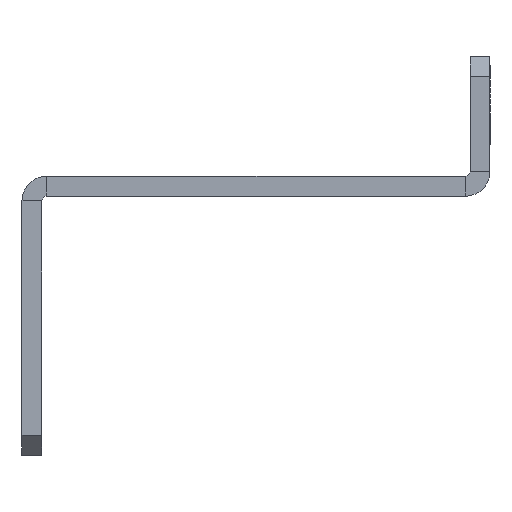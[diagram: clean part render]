
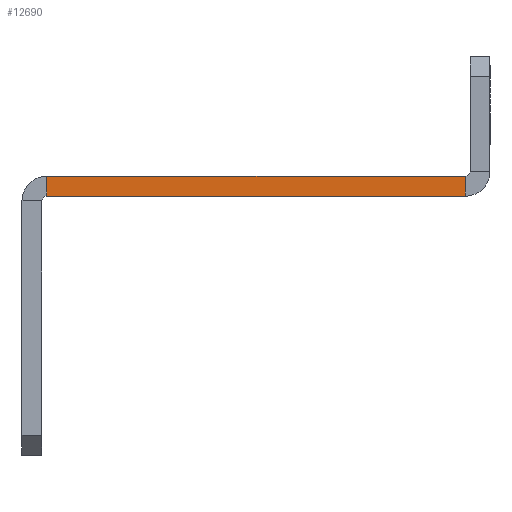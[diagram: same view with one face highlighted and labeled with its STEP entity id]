
A CAD part, left-side view. The second image highlights one B-rep face of the part: STEP entity #12690.
In plain terms, the highlighted planar face has unit normal (-1, 0, 0).
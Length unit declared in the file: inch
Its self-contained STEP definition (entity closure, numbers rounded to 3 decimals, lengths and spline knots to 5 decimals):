
#500 = DIRECTION ( 'NONE',  ( 0., 1., 0. ) ) ;
#523 = CARTESIAN_POINT ( 'NONE',  ( -31., 0., 0. ) ) ;
#666 = EDGE_CURVE ( 'NONE', #3524, #8656, #5016, .T. ) ;
#3524 = VERTEX_POINT ( 'NONE', #20992 ) ;
#4506 = CARTESIAN_POINT ( 'NONE',  ( -31., 0., 0.125 ) ) ;
#5016 = LINE ( 'NONE', #4506, #14382 ) ;
#5544 = DIRECTION ( 'NONE',  ( 0., 0., 1. ) ) ;
#5563 = DIRECTION ( 'NONE',  ( -1., 0., 0. ) ) ;
#5588 = PLANE ( 'NONE',  #14014 ) ;
#5679 = CARTESIAN_POINT ( 'NONE',  ( -31., 0.125, 0.154 ) ) ;
#5710 = CARTESIAN_POINT ( 'NONE',  ( -31., 0.154, 0. ) ) ;
#5919 = EDGE_CURVE ( 'NONE', #10279, #12103, #18729, .T. ) ;
#6340 = EDGE_LOOP ( 'NONE', ( #9332, #20650, #17490, #8429 ) ) ;
#7749 = DIRECTION ( 'NONE',  ( 0., 1., 0. ) ) ;
#8026 = LINE ( 'NONE', #18613, #14335 ) ;
#8112 = LINE ( 'NONE', #8530, #16879 ) ;
#8429 = ORIENTED_EDGE ( 'NONE', *, *, #11282, .T. ) ;
#8489 = DIRECTION ( 'NONE',  ( 0., 0., 1. ) ) ;
#8530 = CARTESIAN_POINT ( 'NONE',  ( -31., 0.154, 0. ) ) ;
#8656 = VERTEX_POINT ( 'NONE', #19682 ) ;
#9332 = ORIENTED_EDGE ( 'NONE', *, *, #5919, .F. ) ;
#10219 = FACE_OUTER_BOUND ( 'NONE', #6340, .T. ) ;
#10279 = VERTEX_POINT ( 'NONE', #5710 ) ;
#10902 = CARTESIAN_POINT ( 'NONE',  ( -31., 2.7805, 0. ) ) ;
#11282 = EDGE_CURVE ( 'NONE', #8656, #12103, #8026, .T. ) ;
#12103 = VERTEX_POINT ( 'NONE', #10902 ) ;
#12690 = ADVANCED_FACE ( 'NONE', ( #10219 ), #5588, .T. ) ;
#14014 = AXIS2_PLACEMENT_3D ( 'NONE', #5679, #5563, #5544 ) ;
#14335 = VECTOR ( 'NONE', #18588, 39.37008 ) ;
#14382 = VECTOR ( 'NONE', #7749, 39.37008 ) ;
#16879 = VECTOR ( 'NONE', #8489, 39.37008 ) ;
#17490 = ORIENTED_EDGE ( 'NONE', *, *, #666, .T. ) ;
#18588 = DIRECTION ( 'NONE',  ( 0., 0., -1. ) ) ;
#18613 = CARTESIAN_POINT ( 'NONE',  ( -31., 2.7805, 0.125 ) ) ;
#18729 = LINE ( 'NONE', #523, #19557 ) ;
#19557 = VECTOR ( 'NONE', #500, 39.37008 ) ;
#19682 = CARTESIAN_POINT ( 'NONE',  ( -31., 2.7805, 0.125 ) ) ;
#20650 = ORIENTED_EDGE ( 'NONE', *, *, #21033, .T. ) ;
#20992 = CARTESIAN_POINT ( 'NONE',  ( -31., 0.154, 0.125 ) ) ;
#21033 = EDGE_CURVE ( 'NONE', #10279, #3524, #8112, .T. ) ;
